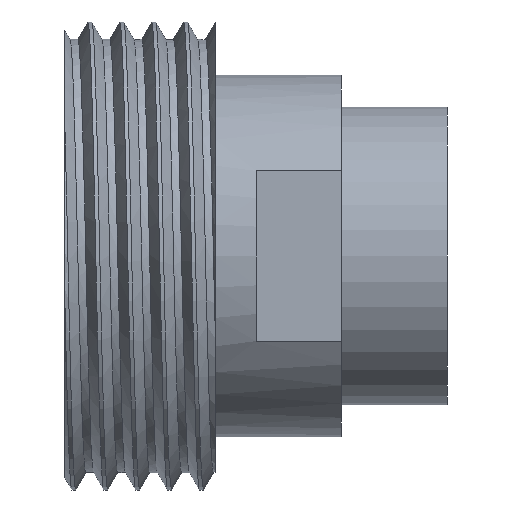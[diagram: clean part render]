
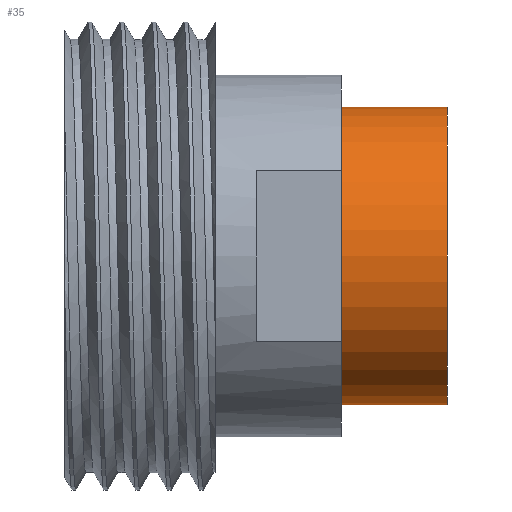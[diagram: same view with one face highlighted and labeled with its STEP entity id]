
A CAD part, front view. The second image highlights one B-rep face of the part: STEP entity #35.
In plain terms, the highlighted cylindrical face has radius 7 mm (diameter 14 mm), a partial arc.
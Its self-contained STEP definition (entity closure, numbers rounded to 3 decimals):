
#9 = CARTESIAN_POINT ( 'NONE',  ( -36.703, 0., 7. ) ) ;
#35 = ADVANCED_FACE ( 'NONE', ( #386 ), #230, .T. ) ;
#40 = ORIENTED_EDGE ( 'NONE', *, *, #1451, .T. ) ;
#85 = CARTESIAN_POINT ( 'NONE',  ( 10.5, 0., 0. ) ) ;
#108 = CARTESIAN_POINT ( 'NONE',  ( -36.703, 0., -7. ) ) ;
#115 = EDGE_CURVE ( 'NONE', #299, #1722, #1575, .T. ) ;
#145 = CARTESIAN_POINT ( 'NONE',  ( 10.5, 0., 7. ) ) ;
#230 = CYLINDRICAL_SURFACE ( 'NONE', #349, 7. ) ;
#248 = DIRECTION ( 'NONE',  ( 0., 0., 1. ) ) ;
#260 = EDGE_CURVE ( 'NONE', #1201, #1630, #1161, .T. ) ;
#264 = CIRCLE ( 'NONE', #1096, 7. ) ;
#299 = VERTEX_POINT ( 'NONE', #1629 ) ;
#316 = DIRECTION ( 'NONE',  ( -1., 0., 0. ) ) ;
#327 = CIRCLE ( 'NONE', #1228, 7. ) ;
#349 = AXIS2_PLACEMENT_3D ( 'NONE', #1618, #823, #546 ) ;
#386 = FACE_OUTER_BOUND ( 'NONE', #1379, .T. ) ;
#393 = DIRECTION ( 'NONE',  ( -1., 0., 0. ) ) ;
#448 = ORIENTED_EDGE ( 'NONE', *, *, #260, .T. ) ;
#483 = ORIENTED_EDGE ( 'NONE', *, *, #1545, .F. ) ;
#525 = DIRECTION ( 'NONE',  ( 0., 0., 1. ) ) ;
#546 = DIRECTION ( 'NONE',  ( 0., 0., 1. ) ) ;
#823 = DIRECTION ( 'NONE',  ( -1., 0., 0. ) ) ;
#847 = VECTOR ( 'NONE', #1187, 1000. ) ;
#1052 = ORIENTED_EDGE ( 'NONE', *, *, #115, .F. ) ;
#1096 = AXIS2_PLACEMENT_3D ( 'NONE', #85, #393, #525 ) ;
#1158 = CARTESIAN_POINT ( 'NONE',  ( 5.5, 0., -7. ) ) ;
#1161 = LINE ( 'NONE', #9, #847 ) ;
#1187 = DIRECTION ( 'NONE',  ( -1., 0., 0. ) ) ;
#1201 = VERTEX_POINT ( 'NONE', #145 ) ;
#1228 = AXIS2_PLACEMENT_3D ( 'NONE', #1903, #1874, #248 ) ;
#1346 = VECTOR ( 'NONE', #316, 1000. ) ;
#1379 = EDGE_LOOP ( 'NONE', ( #1052, #40, #448, #483 ) ) ;
#1451 = EDGE_CURVE ( 'NONE', #299, #1201, #264, .T. ) ;
#1545 = EDGE_CURVE ( 'NONE', #1722, #1630, #327, .T. ) ;
#1575 = LINE ( 'NONE', #108, #1346 ) ;
#1618 = CARTESIAN_POINT ( 'NONE',  ( -36.703, 0., 0. ) ) ;
#1629 = CARTESIAN_POINT ( 'NONE',  ( 10.5, 0., -7. ) ) ;
#1630 = VERTEX_POINT ( 'NONE', #1922 ) ;
#1722 = VERTEX_POINT ( 'NONE', #1158 ) ;
#1874 = DIRECTION ( 'NONE',  ( -1., 0., 0. ) ) ;
#1903 = CARTESIAN_POINT ( 'NONE',  ( 5.5, 0., 0. ) ) ;
#1922 = CARTESIAN_POINT ( 'NONE',  ( 5.5, 0., 7. ) ) ;
